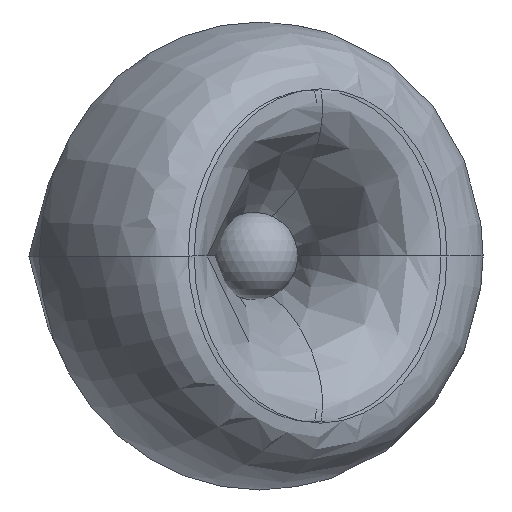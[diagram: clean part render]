
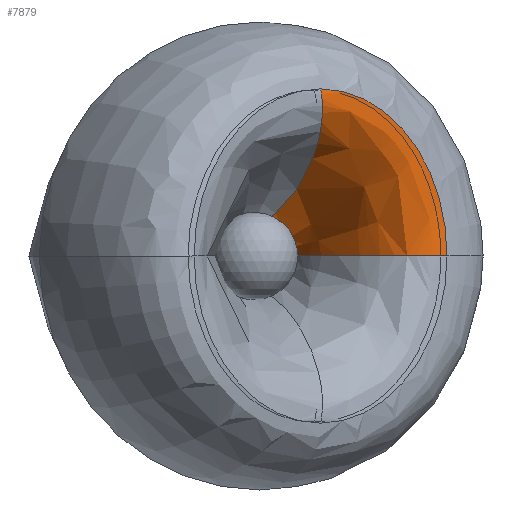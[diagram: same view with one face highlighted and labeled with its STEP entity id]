
A CAD part, front view. The second image highlights one B-rep face of the part: STEP entity #7879.
In plain terms, the highlighted free-form (B-spline) face has degree [3, 2] with [4, 3] control points.
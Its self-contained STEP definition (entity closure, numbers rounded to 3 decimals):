
#320=B_SPLINE_CURVE_WITH_KNOTS('',3,(#24824,#24825,#24826,#24827),
 .UNSPECIFIED.,.F.,.F.,(4,4),(-251.199,0.),.UNSPECIFIED.);
#321=B_SPLINE_CURVE_WITH_KNOTS('',3,(#24843,#24844,#24845,#24846),
 .UNSPECIFIED.,.F.,.F.,(4,4),(-199.342,0.),.UNSPECIFIED.);
#322=B_SPLINE_CURVE_WITH_KNOTS('',3,(#24847,#24848,#24849,#24850),
 .UNSPECIFIED.,.F.,.F.,(4,4),(-251.199,-199.342),
 .UNSPECIFIED.);
#1821=(
BOUNDED_SURFACE()
B_SPLINE_SURFACE(3,2,((#24828,#24829,#24830),(#24831,#24832,#24833),(#24834,
#24835,#24836),(#24837,#24838,#24839)),.UNSPECIFIED.,.F.,.F.,.F.)
B_SPLINE_SURFACE_WITH_KNOTS((4,4),(3,3),(-251.199,0.),(0.,39.27),
 .UNSPECIFIED.)
GEOMETRIC_REPRESENTATION_ITEM()
RATIONAL_B_SPLINE_SURFACE(((1.,0.707,1.),(1.,0.707,
1.),(1.,0.707,1.),(1.,0.707,1.)))
REPRESENTATION_ITEM('')
SURFACE()
);
#2322=FACE_OUTER_BOUND('',#2825,.T.);
#2825=EDGE_LOOP('',(#7226,#7227,#7228,#7229,#7230));
#3210=CIRCLE('',#9011,25.);
#3216=CIRCLE('',#9020,125.);
#3932=VERTEX_POINT('',#24759);
#3933=VERTEX_POINT('',#24761);
#3939=VERTEX_POINT('',#24822);
#3940=VERTEX_POINT('',#24840);
#3941=VERTEX_POINT('',#24842);
#5027=EDGE_CURVE('',#3932,#3933,#3210,.T.);
#5037=EDGE_CURVE('',#3932,#3939,#320,.T.);
#5038=EDGE_CURVE('',#3940,#3939,#3216,.T.);
#5039=EDGE_CURVE('',#3941,#3940,#321,.T.);
#5040=EDGE_CURVE('',#3933,#3941,#322,.T.);
#7226=ORIENTED_EDGE('',*,*,#5027,.F.);
#7227=ORIENTED_EDGE('',*,*,#5037,.T.);
#7228=ORIENTED_EDGE('',*,*,#5038,.F.);
#7229=ORIENTED_EDGE('',*,*,#5039,.F.);
#7230=ORIENTED_EDGE('',*,*,#5040,.F.);
#7879=ADVANCED_FACE('',(#2322),#1821,.T.);
#9011=AXIS2_PLACEMENT_3D('',#24762,#11121,#11122);
#9020=AXIS2_PLACEMENT_3D('',#24841,#11139,#11140);
#11121=DIRECTION('center_axis',(0.,0.,
-1.));
#11122=DIRECTION('ref_axis',(0.,-1.,0.));
#11139=DIRECTION('center_axis',(-0.655,0.,
0.756));
#11140=DIRECTION('ref_axis',(0.756,0.,0.655));
#24759=CARTESIAN_POINT('',(25.,0.,-25.));
#24761=CARTESIAN_POINT('',(0.,-25.,-25.));
#24762=CARTESIAN_POINT('Origin',(0.,0.,
-25.));
#24822=CARTESIAN_POINT('',(144.087,0.,-128.084));
#24824=CARTESIAN_POINT('Ctrl Pts',(25.,0.,-25.));
#24825=CARTESIAN_POINT('Ctrl Pts',(25.,0.,-83.879));
#24826=CARTESIAN_POINT('Ctrl Pts',(104.393,0.,
-162.448));
#24827=CARTESIAN_POINT('Ctrl Pts',(144.087,0.,
-128.084));
#24828=CARTESIAN_POINT('Ctrl Pts',(25.,0.,-25.));
#24829=CARTESIAN_POINT('Ctrl Pts',(25.,-25.,-25.));
#24830=CARTESIAN_POINT('Ctrl Pts',(0.,-25.,
-25.));
#24831=CARTESIAN_POINT('Ctrl Pts',(25.,0.,-83.879));
#24832=CARTESIAN_POINT('Ctrl Pts',(31.831,-1.698,-82.667));
#24833=CARTESIAN_POINT('Ctrl Pts',(23.831,-25.504,-93.176));
#24834=CARTESIAN_POINT('Ctrl Pts',(104.393,0.,
-162.448));
#24835=CARTESIAN_POINT('Ctrl Pts',(107.638,-66.683,-164.096));
#24836=CARTESIAN_POINT('Ctrl Pts',(58.478,-81.138,-216.181));
#24837=CARTESIAN_POINT('Ctrl Pts',(144.087,0.,
-128.084));
#24838=CARTESIAN_POINT('Ctrl Pts',(144.087,-125.,-128.084));
#24839=CARTESIAN_POINT('Ctrl Pts',(49.582,-125.,-209.9));
#24840=CARTESIAN_POINT('',(49.582,-125.,-209.9));
#24841=CARTESIAN_POINT('Origin',(49.582,0.,
-209.9));
#24842=CARTESIAN_POINT('',(15.663,-31.772,-72.612));
#24843=CARTESIAN_POINT('Ctrl Pts',(15.663,-31.772,-72.612));
#24844=CARTESIAN_POINT('Ctrl Pts',(36.28,-47.972,-138.452));
#24845=CARTESIAN_POINT('Ctrl Pts',(56.641,-90.193,-214.884));
#24846=CARTESIAN_POINT('Ctrl Pts',(49.582,-125.,-209.9));
#24847=CARTESIAN_POINT('Ctrl Pts',(0.,-25.,
-25.));
#24848=CARTESIAN_POINT('Ctrl Pts',(4.92,-25.104,-39.074));
#24849=CARTESIAN_POINT('Ctrl Pts',(10.3,-27.558,-55.485));
#24850=CARTESIAN_POINT('Ctrl Pts',(15.663,-31.772,-72.612));
